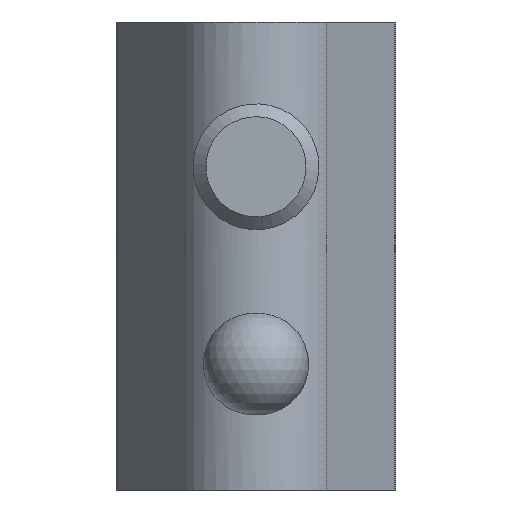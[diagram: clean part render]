
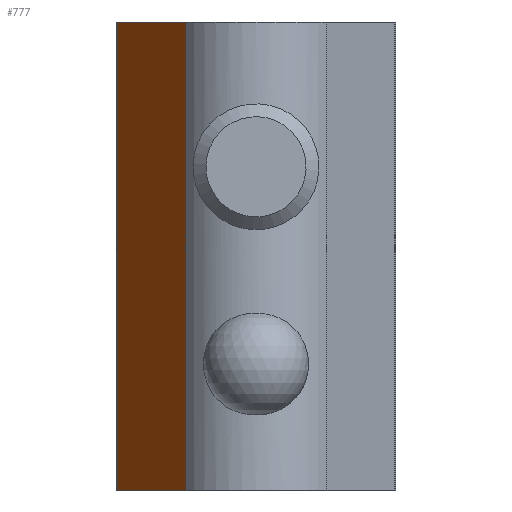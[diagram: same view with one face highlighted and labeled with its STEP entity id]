
A CAD part, front view. The second image highlights one B-rep face of the part: STEP entity #777.
In plain terms, the highlighted planar face has unit normal (-0.837, -0.547, 0).
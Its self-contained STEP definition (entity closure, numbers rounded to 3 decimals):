
#114=FACE_OUTER_BOUND($,#159,.T.);
#159=EDGE_LOOP($,(#566,#567,#568,#569));
#249=LINE($,#1151,#297);
#256=LINE($,#1175,#304);
#257=LINE($,#1178,#305);
#258=LINE($,#1286,#306);
#297=VECTOR($,#920,5.936);
#304=VECTOR($,#943,5.936);
#305=VECTOR($,#948,22.3);
#306=VECTOR($,#965,22.3);
#346=VERTEX_POINT($,#1148);
#347=VERTEX_POINT($,#1150);
#355=VERTEX_POINT($,#1172);
#356=VERTEX_POINT($,#1174);
#423=EDGE_CURVE($,#347,#346,#249,.T.);
#435=EDGE_CURVE($,#356,#355,#256,.T.);
#437=EDGE_CURVE($,#356,#346,#257,.T.);
#447=EDGE_CURVE($,#347,#355,#258,.T.);
#566=ORIENTED_EDGE($,*,*,#437,.F.);
#567=ORIENTED_EDGE($,*,*,#435,.T.);
#568=ORIENTED_EDGE($,*,*,#447,.F.);
#569=ORIENTED_EDGE($,*,*,#423,.T.);
#745=PLANE($,#842);
#777=ADVANCED_FACE($,(#114),#745,.T.);
#842=AXIS2_PLACEMENT_3D($,#1285,#963,#964);
#920=DIRECTION($,(-0.547,0.837,0.));
#943=DIRECTION($,(0.547,-0.837,0.));
#948=DIRECTION($,(0.,0.,1.));
#963=DIRECTION('center_axis',(-0.837,-0.547,0.));
#964=DIRECTION('ref_axis',(0.,0.,1.));
#965=DIRECTION($,(0.,0.,-1.));
#1148=CARTESIAN_POINT('',(-2.856,-28.191,0.));
#1150=CARTESIAN_POINT('',(0.391,-33.161,0.));
#1151=CARTESIAN_POINT($,(0.391,-33.161,0.));
#1172=CARTESIAN_POINT('',(0.391,-33.161,-22.3));
#1174=CARTESIAN_POINT('',(-2.856,-28.191,-22.3));
#1175=CARTESIAN_POINT($,(0.391,-33.161,-22.3));
#1178=CARTESIAN_POINT($,(-2.856,-28.191,0.));
#1285=CARTESIAN_POINT('Origin',(-3.26,-27.573,0.));
#1286=CARTESIAN_POINT($,(0.391,-33.161,0.));
